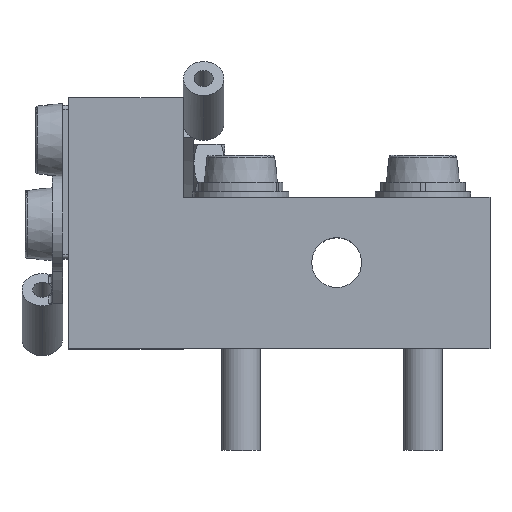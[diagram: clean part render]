
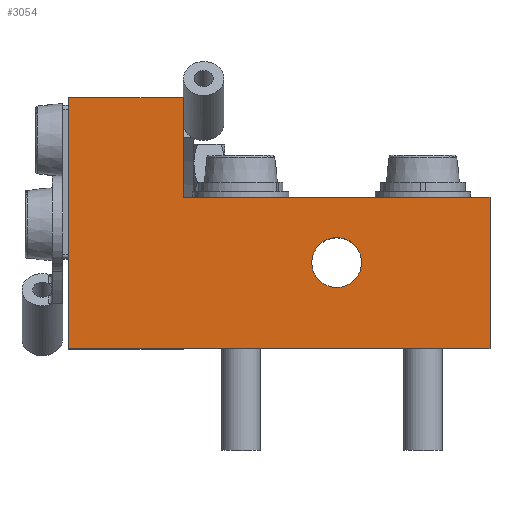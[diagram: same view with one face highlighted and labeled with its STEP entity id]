
A CAD part, top view. The second image highlights one B-rep face of the part: STEP entity #3054.
In plain terms, the highlighted planar face has unit normal (0, 0, 1).
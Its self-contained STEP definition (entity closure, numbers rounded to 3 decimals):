
#13 = VECTOR ( 'NONE', #1930, 1000. ) ;
#78 = EDGE_CURVE ( 'NONE', #541, #2486, #1440, .T. ) ;
#180 = EDGE_CURVE ( 'NONE', #1587, #1678, #4578, .T. ) ;
#223 = VECTOR ( 'NONE', #2445, 1000. ) ;
#298 = VERTEX_POINT ( 'NONE', #4106 ) ;
#300 = CARTESIAN_POINT ( 'NONE',  ( 8., 4.5, 0. ) ) ;
#541 = VERTEX_POINT ( 'NONE', #3057 ) ;
#548 = AXIS2_PLACEMENT_3D ( 'NONE', #4912, #3374, #2567 ) ;
#559 = ORIENTED_EDGE ( 'NONE', *, *, #4685, .F. ) ;
#757 = CARTESIAN_POINT ( 'NONE',  ( 0., 7.9, 0. ) ) ;
#798 = VERTEX_POINT ( 'NONE', #2524 ) ;
#982 = ORIENTED_EDGE ( 'NONE', *, *, #3121, .F. ) ;
#1034 = CARTESIAN_POINT ( 'NONE',  ( -6., 13.1, 0. ) ) ;
#1182 = VECTOR ( 'NONE', #1875, 1000. ) ;
#1345 = CARTESIAN_POINT ( 'NONE',  ( 0., 7.9, 0. ) ) ;
#1386 = VECTOR ( 'NONE', #2861, 1000. ) ;
#1440 = LINE ( 'NONE', #1488, #4417 ) ;
#1488 = CARTESIAN_POINT ( 'NONE',  ( -6., 13.1, 0. ) ) ;
#1507 = ORIENTED_EDGE ( 'NONE', *, *, #78, .T. ) ;
#1552 = ORIENTED_EDGE ( 'NONE', *, *, #180, .T. ) ;
#1587 = VERTEX_POINT ( 'NONE', #1345 ) ;
#1678 = VERTEX_POINT ( 'NONE', #2159 ) ;
#1762 = CARTESIAN_POINT ( 'NONE',  ( -6., 0., 0. ) ) ;
#1838 = EDGE_CURVE ( 'NONE', #2564, #298, #2845, .T. ) ;
#1868 = LINE ( 'NONE', #3092, #1182 ) ;
#1875 = DIRECTION ( 'NONE',  ( 0., -1., 0. ) ) ;
#1930 = DIRECTION ( 'NONE',  ( 0., 1., 0. ) ) ;
#1931 = DIRECTION ( 'NONE',  ( 0., 0., -1. ) ) ;
#2003 = ORIENTED_EDGE ( 'NONE', *, *, #2321, .F. ) ;
#2006 = CARTESIAN_POINT ( 'NONE',  ( 6.7, 4.5, 0. ) ) ;
#2018 = FACE_OUTER_BOUND ( 'NONE', #2134, .T. ) ;
#2127 = CIRCLE ( 'NONE', #548, 1.3 ) ;
#2134 = EDGE_LOOP ( 'NONE', ( #2003, #1552, #559, #1507, #4104, #982 ) ) ;
#2159 = CARTESIAN_POINT ( 'NONE',  ( 0., 13.1, 0. ) ) ;
#2321 = EDGE_CURVE ( 'NONE', #1587, #2601, #3290, .T. ) ;
#2445 = DIRECTION ( 'NONE',  ( 1., 0., 0. ) ) ;
#2486 = VERTEX_POINT ( 'NONE', #1762 ) ;
#2524 = CARTESIAN_POINT ( 'NONE',  ( 16., 0., 0. ) ) ;
#2564 = VERTEX_POINT ( 'NONE', #2006 ) ;
#2567 = DIRECTION ( 'NONE',  ( -1., 0., 0. ) ) ;
#2601 = VERTEX_POINT ( 'NONE', #5198 ) ;
#2616 = EDGE_CURVE ( 'NONE', #2486, #798, #3401, .T. ) ;
#2633 = CARTESIAN_POINT ( 'NONE',  ( -6., 13.1, 0. ) ) ;
#2693 = DIRECTION ( 'NONE',  ( 0., 0., -1. ) ) ;
#2795 = ORIENTED_EDGE ( 'NONE', *, *, #4410, .T. ) ;
#2839 = EDGE_LOOP ( 'NONE', ( #2866, #2795 ) ) ;
#2845 = CIRCLE ( 'NONE', #4110, 1.3 ) ;
#2861 = DIRECTION ( 'NONE',  ( 1., 0., 0. ) ) ;
#2866 = ORIENTED_EDGE ( 'NONE', *, *, #1838, .T. ) ;
#3054 = ADVANCED_FACE ( 'NONE', ( #4536, #2018 ), #3069, .F. ) ;
#3057 = CARTESIAN_POINT ( 'NONE',  ( -6., 13.1, 0. ) ) ;
#3064 = VECTOR ( 'NONE', #3538, 1000. ) ;
#3069 = PLANE ( 'NONE',  #4967 ) ;
#3092 = CARTESIAN_POINT ( 'NONE',  ( 16., 13.1, 0. ) ) ;
#3121 = EDGE_CURVE ( 'NONE', #2601, #798, #1868, .T. ) ;
#3290 = LINE ( 'NONE', #3529, #1386 ) ;
#3374 = DIRECTION ( 'NONE',  ( 0., 0., -1. ) ) ;
#3401 = LINE ( 'NONE', #4101, #223 ) ;
#3529 = CARTESIAN_POINT ( 'NONE',  ( 16., 7.9, 0. ) ) ;
#3538 = DIRECTION ( 'NONE',  ( 1., 0., 0. ) ) ;
#3623 = LINE ( 'NONE', #1034, #3064 ) ;
#4101 = CARTESIAN_POINT ( 'NONE',  ( -6., 0., 0. ) ) ;
#4104 = ORIENTED_EDGE ( 'NONE', *, *, #2616, .T. ) ;
#4106 = CARTESIAN_POINT ( 'NONE',  ( 9.3, 4.5, 0. ) ) ;
#4110 = AXIS2_PLACEMENT_3D ( 'NONE', #300, #1931, #4784 ) ;
#4285 = DIRECTION ( 'NONE',  ( -1., 0., 0. ) ) ;
#4410 = EDGE_CURVE ( 'NONE', #298, #2564, #2127, .T. ) ;
#4417 = VECTOR ( 'NONE', #4720, 1000. ) ;
#4536 = FACE_BOUND ( 'NONE', #2839, .T. ) ;
#4578 = LINE ( 'NONE', #757, #13 ) ;
#4685 = EDGE_CURVE ( 'NONE', #541, #1678, #3623, .T. ) ;
#4720 = DIRECTION ( 'NONE',  ( 0., -1., 0. ) ) ;
#4784 = DIRECTION ( 'NONE',  ( -1., 0., 0. ) ) ;
#4912 = CARTESIAN_POINT ( 'NONE',  ( 8., 4.5, 0. ) ) ;
#4967 = AXIS2_PLACEMENT_3D ( 'NONE', #2633, #2693, #4285 ) ;
#5198 = CARTESIAN_POINT ( 'NONE',  ( 16., 7.9, 0. ) ) ;
